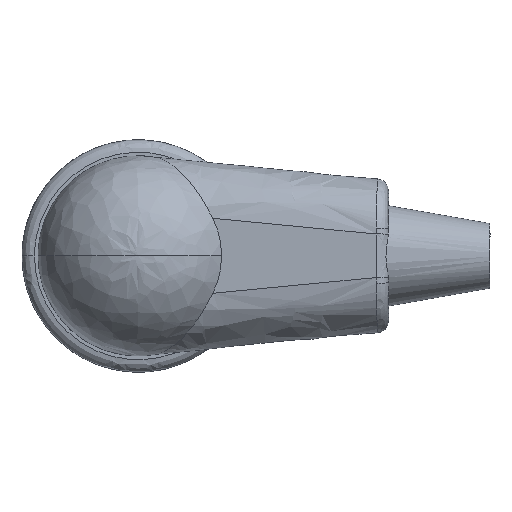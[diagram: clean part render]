
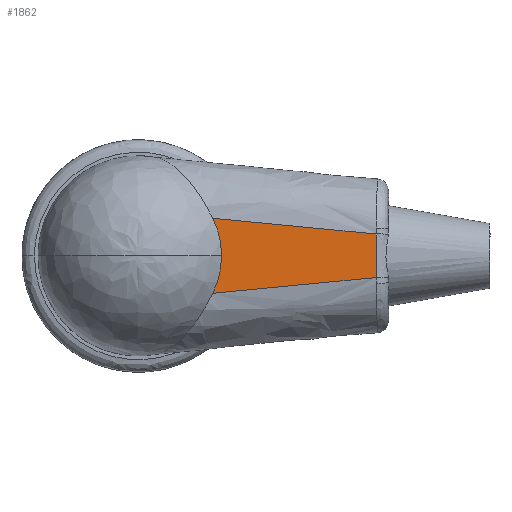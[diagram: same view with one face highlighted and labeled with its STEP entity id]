
A CAD part, top view. The second image highlights one B-rep face of the part: STEP entity #1862.
In plain terms, the highlighted free-form (B-spline) face has degree [1, 1] with [2, 2] control points.
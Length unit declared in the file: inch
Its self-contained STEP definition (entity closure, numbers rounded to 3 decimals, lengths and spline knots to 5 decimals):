
#18 = EDGE_LOOP ( 'NONE', ( #189, #2203, #1056, #2305, #323 ) ) ;
#37 = B_SPLINE_CURVE_WITH_KNOTS ( 'NONE', 1,
 ( #2080, #166 ),
 .UNSPECIFIED., .F., .F.,
 ( 2, 2 ),
 ( -0.05425, 0.18925 ),
 .UNSPECIFIED. ) ;
#52 = CARTESIAN_POINT ( 'NONE',  ( 1.41649, 1.20984, 0.75 ) ) ;
#68 = EDGE_CURVE ( 'NONE', #1374, #771, #541, .T. ) ;
#159 = CARTESIAN_POINT ( 'NONE',  ( 1.41649, 1.20984, 0.75 ) ) ;
#166 = CARTESIAN_POINT ( 'NONE',  ( 2.33, 0.87825, 0.75 ) ) ;
#183 = CARTESIAN_POINT ( 'NONE',  ( 1.46637, 1.11085, 0.75 ) ) ;
#189 = ORIENTED_EDGE ( 'NONE', *, *, #1113, .F. ) ;
#296 = EDGE_CURVE ( 'NONE', #1429, #1374, #2315, .T. ) ;
#297 = CARTESIAN_POINT ( 'NONE',  ( 2.33, 0.87825, 0.75 ) ) ;
#323 = ORIENTED_EDGE ( 'NONE', *, *, #911, .F. ) ;
#342 = CARTESIAN_POINT ( 'NONE',  ( 2.33, 1.12175, 0.75 ) ) ;
#362 = CARTESIAN_POINT ( 'NONE',  ( 1.46637, 1., 0.75 ) ) ;
#541 = B_SPLINE_CURVE_WITH_KNOTS ( 'NONE', 1,
 ( #1308, #342 ),
 .UNSPECIFIED., .F., .F.,
 ( 2, 2 ),
 ( 0.41843, 1.33617 ),
 .UNSPECIFIED. ) ;
#629 = CARTESIAN_POINT ( 'NONE',  ( 1.46637, 1., 0.75 ) ) ;
#641 = CARTESIAN_POINT ( 'NONE',  ( 2.33, 1.12175, 0.75 ) ) ;
#771 = VERTEX_POINT ( 'NONE', #641 ) ;
#894 = CARTESIAN_POINT ( 'NONE',  ( 2.33, 0.87825, 0.75 ) ) ;
#911 = EDGE_CURVE ( 'NONE', #1000, #2341, #1851, .T. ) ;
#987 = CARTESIAN_POINT ( 'NONE',  ( 1.41649, 1.20984, 0.75 ) ) ;
#1000 = VERTEX_POINT ( 'NONE', #297 ) ;
#1018 = CARTESIAN_POINT ( 'NONE',  ( 2.33, 0.79016, 0.75 ) ) ;
#1056 = ORIENTED_EDGE ( 'NONE', *, *, #296, .F. ) ;
#1113 = EDGE_CURVE ( 'NONE', #771, #1000, #37, .T. ) ;
#1145 = CARTESIAN_POINT ( 'NONE',  ( 1.41649, 0.79016, 0.75 ) ) ;
#1182 = CARTESIAN_POINT ( 'NONE',  ( 1.41649, 0.79016, 0.75 ) ) ;
#1308 = CARTESIAN_POINT ( 'NONE',  ( 1.41649, 1.20984, 0.75 ) ) ;
#1374 = VERTEX_POINT ( 'NONE', #987 ) ;
#1429 = VERTEX_POINT ( 'NONE', #629 ) ;
#1609 = CARTESIAN_POINT ( 'NONE',  ( 2.33, 1.20984, 0.75 ) ) ;
#1646 = EDGE_CURVE ( 'NONE', #2341, #1429, #2281, .T. ) ;
#1651 = CARTESIAN_POINT ( 'NONE',  ( 1.46637, 0.88915, 0.75 ) ) ;
#1788 = FACE_OUTER_BOUND ( 'NONE', #18, .T. ) ;
#1851 = B_SPLINE_CURVE_WITH_KNOTS ( 'NONE', 1,
 ( #894, #1878 ),
 .UNSPECIFIED., .F., .F.,
 ( 2, 2 ),
 ( -1.33617, -0.41843 ),
 .UNSPECIFIED. ) ;
#1862 = ADVANCED_FACE ( 'NONE', ( #1788 ), #2057, .T. ) ;
#1878 = CARTESIAN_POINT ( 'NONE',  ( 1.41649, 0.79016, 0.75 ) ) ;
#1987 = CARTESIAN_POINT ( 'NONE',  ( 1.41649, 0.79016, 0.75 ) ) ;
#2057 = B_SPLINE_SURFACE_WITH_KNOTS ( 'NONE', 1, 1, ( 
 ( #1987, #52 ),
 ( #1018, #1609 ) ),
 .UNSPECIFIED., .F., .F., .F.,
 ( 2, 2 ),
 ( 2, 2 ),
 ( 0.41649, 1.33 ),
 ( -0.45984, -0.04016 ),
 .UNSPECIFIED. ) ;
#2080 = CARTESIAN_POINT ( 'NONE',  ( 2.33, 1.12175, 0.75 ) ) ;
#2203 = ORIENTED_EDGE ( 'NONE', *, *, #68, .F. ) ;
#2281 =( BOUNDED_CURVE ( )  B_SPLINE_CURVE ( 2, ( #1145, #1651, #362 ),
 .UNSPECIFIED., .F., .T. ) 
 B_SPLINE_CURVE_WITH_KNOTS ( ( 3, 3 ),
 ( -2.03749, -1.5708 ),
 .UNSPECIFIED. ) 
 CURVE ( )  GEOMETRIC_REPRESENTATION_ITEM ( )  RATIONAL_B_SPLINE_CURVE ( ( 1., 0.947, 0.947 ) ) 
 REPRESENTATION_ITEM ( '' )  );
#2305 = ORIENTED_EDGE ( 'NONE', *, *, #1646, .F. ) ;
#2315 =( BOUNDED_CURVE ( )  B_SPLINE_CURVE ( 2, ( #2479, #183, #159 ),
 .UNSPECIFIED., .F., .T. ) 
 B_SPLINE_CURVE_WITH_KNOTS ( ( 3, 3 ),
 ( -1.5708, -1.1041 ),
 .UNSPECIFIED. ) 
 CURVE ( )  GEOMETRIC_REPRESENTATION_ITEM ( )  RATIONAL_B_SPLINE_CURVE ( ( 0.947, 0.947, 1. ) ) 
 REPRESENTATION_ITEM ( '' )  );
#2341 = VERTEX_POINT ( 'NONE', #1182 ) ;
#2479 = CARTESIAN_POINT ( 'NONE',  ( 1.46637, 1., 0.75 ) ) ;
